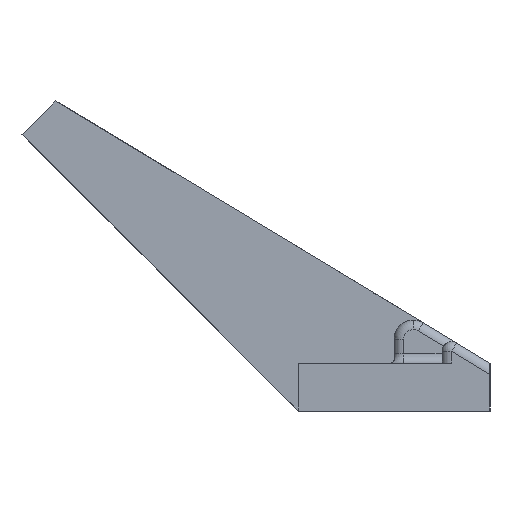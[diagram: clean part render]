
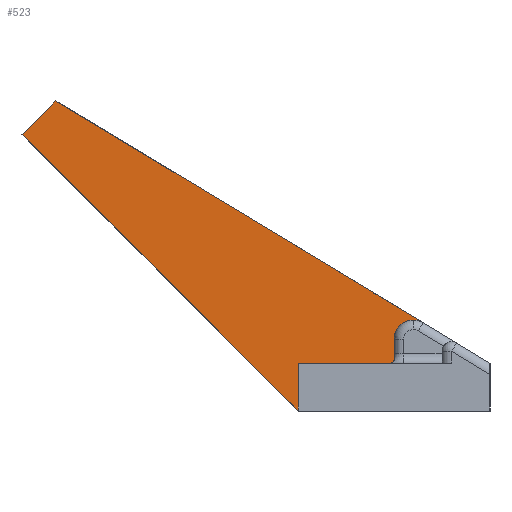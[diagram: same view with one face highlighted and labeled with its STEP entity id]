
A CAD part, left-side view. The second image highlights one B-rep face of the part: STEP entity #523.
In plain terms, the highlighted planar face has unit normal (-1, 0, 0).
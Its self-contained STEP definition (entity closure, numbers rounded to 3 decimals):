
#47 = VECTOR ( 'NONE', #94, 1000. ) ;
#51 = EDGE_CURVE ( 'NONE', #722, #473, #782, .T. ) ;
#76 = CARTESIAN_POINT ( 'NONE',  ( 110., 0., 0. ) ) ;
#86 = VECTOR ( 'NONE', #1321, 1000. ) ;
#90 = ORIENTED_EDGE ( 'NONE', *, *, #1252, .T. ) ;
#94 = DIRECTION ( 'NONE',  ( 0., -0.707, -0.707 ) ) ;
#96 = AXIS2_PLACEMENT_3D ( 'NONE', #723, #1491, #1231 ) ;
#198 = VECTOR ( 'NONE', #992, 1000. ) ;
#216 = LINE ( 'NONE', #1640, #1538 ) ;
#311 = DIRECTION ( 'NONE',  ( 1., 0., 0. ) ) ;
#473 = VERTEX_POINT ( 'NONE', #76 ) ;
#479 = CARTESIAN_POINT ( 'NONE',  ( 110., 25.276, 32.347 ) ) ;
#510 = VERTEX_POINT ( 'NONE', #850 ) ;
#523 = ADVANCED_FACE ( 'NONE', ( #1075 ), #567, .F. ) ;
#567 = PLANE ( 'NONE',  #968 ) ;
#630 = CARTESIAN_POINT ( 'NONE',  ( 110., -10., 0. ) ) ;
#650 = LINE ( 'NONE', #1439, #86 ) ;
#652 = LINE ( 'NONE', #733, #1642 ) ;
#718 = DIRECTION ( 'NONE',  ( 0., 0., -1. ) ) ;
#722 = VERTEX_POINT ( 'NONE', #1548 ) ;
#723 = CARTESIAN_POINT ( 'NONE',  ( 110., -12., 7.496 ) ) ;
#733 = CARTESIAN_POINT ( 'NONE',  ( 110., 0., 0. ) ) ;
#761 = ORIENTED_EDGE ( 'NONE', *, *, #1032, .T. ) ;
#762 = VERTEX_POINT ( 'NONE', #630 ) ;
#782 = LINE ( 'NONE', #1622, #47 ) ;
#788 = DIRECTION ( 'NONE',  ( 0., 0.856, 0.517 ) ) ;
#850 = CARTESIAN_POINT ( 'NONE',  ( 110., -10., 7.496 ) ) ;
#853 = CARTESIAN_POINT ( 'NONE',  ( 110., -10., 5. ) ) ;
#873 = ORIENTED_EDGE ( 'NONE', *, *, #1369, .T. ) ;
#885 = LINE ( 'NONE', #853, #198 ) ;
#968 = AXIS2_PLACEMENT_3D ( 'NONE', #1361, #311, #718 ) ;
#992 = DIRECTION ( 'NONE',  ( 0., 0., -1. ) ) ;
#1005 = CIRCLE ( 'NONE', #96, 2. ) ;
#1019 = EDGE_CURVE ( 'NONE', #473, #762, #652, .T. ) ;
#1032 = EDGE_CURVE ( 'NONE', #510, #1172, #1005, .T. ) ;
#1039 = EDGE_CURVE ( 'NONE', #510, #762, #885, .T. ) ;
#1075 = FACE_OUTER_BOUND ( 'NONE', #1104, .T. ) ;
#1095 = DIRECTION ( 'NONE',  ( 0., -1., 0. ) ) ;
#1104 = EDGE_LOOP ( 'NONE', ( #1621, #761, #90, #873, #1520, #1407 ) ) ;
#1158 = VERTEX_POINT ( 'NONE', #479 ) ;
#1172 = VERTEX_POINT ( 'NONE', #1534 ) ;
#1231 = DIRECTION ( 'NONE',  ( 0., 0., -1. ) ) ;
#1252 = EDGE_CURVE ( 'NONE', #1172, #1158, #216, .T. ) ;
#1321 = DIRECTION ( 'NONE',  ( 0., 0.707, -0.707 ) ) ;
#1361 = CARTESIAN_POINT ( 'NONE',  ( 110., 0., 5. ) ) ;
#1369 = EDGE_CURVE ( 'NONE', #1158, #722, #650, .T. ) ;
#1407 = ORIENTED_EDGE ( 'NONE', *, *, #1019, .T. ) ;
#1439 = CARTESIAN_POINT ( 'NONE',  ( 110., 28.811, 28.811 ) ) ;
#1491 = DIRECTION ( 'NONE',  ( 1., 0., 0. ) ) ;
#1520 = ORIENTED_EDGE ( 'NONE', *, *, #51, .T. ) ;
#1534 = CARTESIAN_POINT ( 'NONE',  ( 110., -13.034, 9.207 ) ) ;
#1538 = VECTOR ( 'NONE', #788, 1000. ) ;
#1548 = CARTESIAN_POINT ( 'NONE',  ( 110., 28.811, 28.811 ) ) ;
#1621 = ORIENTED_EDGE ( 'NONE', *, *, #1039, .F. ) ;
#1622 = CARTESIAN_POINT ( 'NONE',  ( 110., 0., 0. ) ) ;
#1640 = CARTESIAN_POINT ( 'NONE',  ( 110., -20., 5. ) ) ;
#1642 = VECTOR ( 'NONE', #1095, 1000. ) ;
